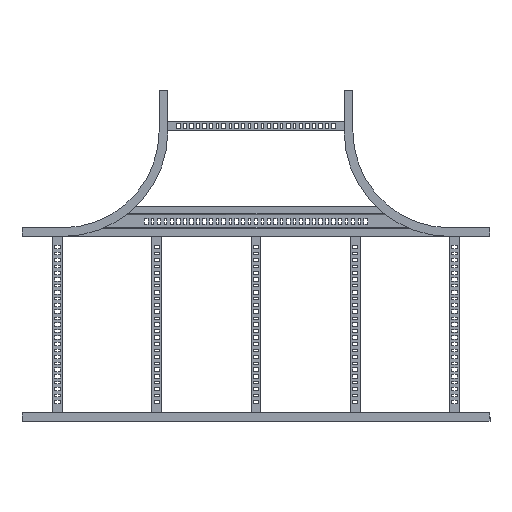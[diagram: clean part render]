
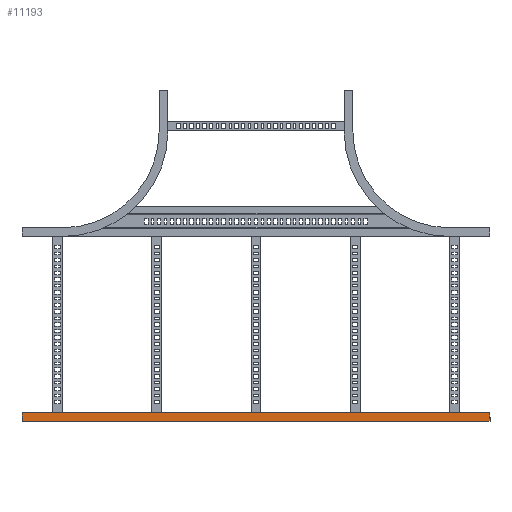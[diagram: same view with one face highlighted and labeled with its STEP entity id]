
A CAD part, front view. The second image highlights one B-rep face of the part: STEP entity #11193.
In plain terms, the highlighted planar face has unit normal (0, -1, 0).
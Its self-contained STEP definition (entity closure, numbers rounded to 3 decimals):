
#11 = VECTOR ( 'NONE', #517, 1000. ) ;
#157 = CARTESIAN_POINT ( 'NONE',  ( 0., 0., 725. ) ) ;
#517 = DIRECTION ( 'NONE',  ( 1., 0., 0. ) ) ;
#859 = CARTESIAN_POINT ( 'NONE',  ( -27., 0., -725. ) ) ;
#1071 = VECTOR ( 'NONE', #5622, 1000. ) ;
#1352 = VERTEX_POINT ( 'NONE', #8200 ) ;
#1472 = CARTESIAN_POINT ( 'NONE',  ( -2.5, 0., -725. ) ) ;
#1809 = EDGE_CURVE ( 'NONE', #8899, #7217, #2611, .T. ) ;
#1829 = LINE ( 'NONE', #4829, #6761 ) ;
#2186 = ORIENTED_EDGE ( 'NONE', *, *, #9165, .T. ) ;
#2422 = ORIENTED_EDGE ( 'NONE', *, *, #10140, .F. ) ;
#2611 = LINE ( 'NONE', #8359, #11 ) ;
#3036 = LINE ( 'NONE', #10002, #5340 ) ;
#3118 = DIRECTION ( 'NONE',  ( 0., 0., -1. ) ) ;
#3135 = ORIENTED_EDGE ( 'NONE', *, *, #7571, .F. ) ;
#3568 = CARTESIAN_POINT ( 'NONE',  ( -27., 0., 725. ) ) ;
#4362 = CARTESIAN_POINT ( 'NONE',  ( -27., 0., 725. ) ) ;
#4607 = VERTEX_POINT ( 'NONE', #8743 ) ;
#4829 = CARTESIAN_POINT ( 'NONE',  ( -27., 0., 725. ) ) ;
#5340 = VECTOR ( 'NONE', #8021, 1000. ) ;
#5621 = ORIENTED_EDGE ( 'NONE', *, *, #1809, .T. ) ;
#5622 = DIRECTION ( 'NONE',  ( 0., 0., -1. ) ) ;
#5842 = DIRECTION ( 'NONE',  ( 1., 0., 0. ) ) ;
#6438 = CARTESIAN_POINT ( 'NONE',  ( -27., 0., 725. ) ) ;
#6538 = DIRECTION ( 'NONE',  ( 0., 0., 1. ) ) ;
#6607 = VECTOR ( 'NONE', #12310, 1000. ) ;
#6761 = VECTOR ( 'NONE', #5842, 1000. ) ;
#7217 = VERTEX_POINT ( 'NONE', #7898 ) ;
#7571 = EDGE_CURVE ( 'NONE', #11641, #1352, #11828, .T. ) ;
#7615 = LINE ( 'NONE', #157, #10248 ) ;
#7681 = ORIENTED_EDGE ( 'NONE', *, *, #8499, .F. ) ;
#7898 = CARTESIAN_POINT ( 'NONE',  ( 0., 0., -725. ) ) ;
#8021 = DIRECTION ( 'NONE',  ( 1., 0., 0. ) ) ;
#8200 = CARTESIAN_POINT ( 'NONE',  ( -2.5, 0., 725. ) ) ;
#8336 = EDGE_CURVE ( 'NONE', #11641, #9503, #11530, .T. ) ;
#8359 = CARTESIAN_POINT ( 'NONE',  ( 0., 0., -725. ) ) ;
#8499 = EDGE_CURVE ( 'NONE', #1352, #4607, #1829, .T. ) ;
#8743 = CARTESIAN_POINT ( 'NONE',  ( 0., 0., 725. ) ) ;
#8899 = VERTEX_POINT ( 'NONE', #1472 ) ;
#9165 = EDGE_CURVE ( 'NONE', #9503, #8899, #3036, .T. ) ;
#9503 = VERTEX_POINT ( 'NONE', #859 ) ;
#9659 = AXIS2_PLACEMENT_3D ( 'NONE', #3568, #12410, #6538 ) ;
#10002 = CARTESIAN_POINT ( 'NONE',  ( -27., 0., -725. ) ) ;
#10140 = EDGE_CURVE ( 'NONE', #4607, #7217, #7615, .T. ) ;
#10248 = VECTOR ( 'NONE', #3118, 1000. ) ;
#11193 = ADVANCED_FACE ( 'NONE', ( #12650 ), #11440, .F. ) ;
#11373 = ORIENTED_EDGE ( 'NONE', *, *, #8336, .T. ) ;
#11440 = PLANE ( 'NONE',  #9659 ) ;
#11530 = LINE ( 'NONE', #12486, #1071 ) ;
#11641 = VERTEX_POINT ( 'NONE', #4362 ) ;
#11702 = EDGE_LOOP ( 'NONE', ( #2186, #5621, #2422, #7681, #3135, #11373 ) ) ;
#11828 = LINE ( 'NONE', #6438, #6607 ) ;
#12310 = DIRECTION ( 'NONE',  ( 1., 0., 0. ) ) ;
#12410 = DIRECTION ( 'NONE',  ( 0., 1., 0. ) ) ;
#12486 = CARTESIAN_POINT ( 'NONE',  ( -27., 0., 725. ) ) ;
#12650 = FACE_OUTER_BOUND ( 'NONE', #11702, .T. ) ;
